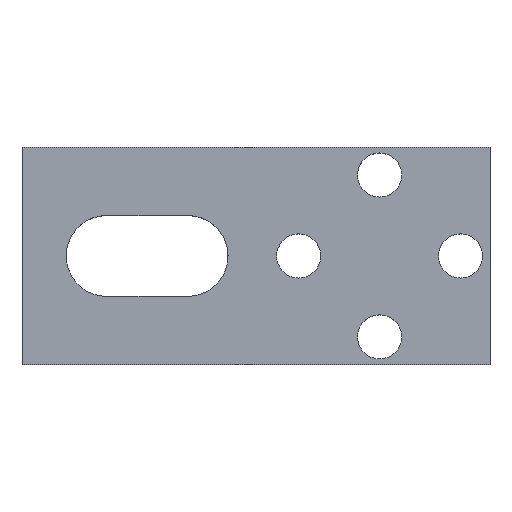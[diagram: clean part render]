
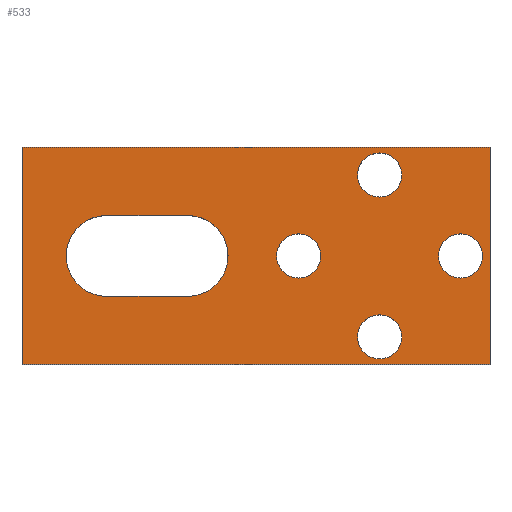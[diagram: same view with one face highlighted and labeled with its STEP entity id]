
A CAD part, top view. The second image highlights one B-rep face of the part: STEP entity #533.
In plain terms, the highlighted planar face has unit normal (0, 0, 1).
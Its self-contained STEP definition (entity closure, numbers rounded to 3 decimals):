
#2 = EDGE_CURVE ( 'NONE', #259, #338, #99, .T. ) ;
#6 = DIRECTION ( 'NONE',  ( 1., 0., 0. ) ) ;
#15 = VERTEX_POINT ( 'NONE', #382 ) ;
#18 = CARTESIAN_POINT ( 'NONE',  ( 5.75, 4.625, 3. ) ) ;
#24 = EDGE_CURVE ( 'NONE', #447, #497, #361, .T. ) ;
#32 = VERTEX_POINT ( 'NONE', #73 ) ;
#41 = VERTEX_POINT ( 'NONE', #618 ) ;
#44 = AXIS2_PLACEMENT_3D ( 'NONE', #123, #68, #594 ) ;
#50 = FACE_OUTER_BOUND ( 'NONE', #287, .T. ) ;
#57 = DIRECTION ( 'NONE',  ( 0., 0., 1. ) ) ;
#60 = CARTESIAN_POINT ( 'NONE',  ( 5.75, 10.125, 3. ) ) ;
#61 = DIRECTION ( 'NONE',  ( -1., 0., 0. ) ) ;
#63 = VECTOR ( 'NONE', #365, 1000. ) ;
#68 = DIRECTION ( 'NONE',  ( 0., 0., -1. ) ) ;
#73 = CARTESIAN_POINT ( 'NONE',  ( 20.3, 7.375, 3. ) ) ;
#74 = VERTEX_POINT ( 'NONE', #671 ) ;
#76 = EDGE_CURVE ( 'NONE', #267, #352, #493, .T. ) ;
#84 = ORIENTED_EDGE ( 'NONE', *, *, #177, .T. ) ;
#85 = VECTOR ( 'NONE', #622, 1000. ) ;
#87 = ORIENTED_EDGE ( 'NONE', *, *, #345, .F. ) ;
#91 = VECTOR ( 'NONE', #587, 1000. ) ;
#97 = DIRECTION ( 'NONE',  ( 0., 0., 1. ) ) ;
#99 = CIRCLE ( 'NONE', #607, 1.5 ) ;
#103 = VERTEX_POINT ( 'NONE', #366 ) ;
#114 = CARTESIAN_POINT ( 'NONE',  ( 5.75, 7.375, 3. ) ) ;
#115 = CARTESIAN_POINT ( 'NONE',  ( 0., 0., 3. ) ) ;
#117 = AXIS2_PLACEMENT_3D ( 'NONE', #486, #180, #542 ) ;
#120 = ORIENTED_EDGE ( 'NONE', *, *, #127, .F. ) ;
#123 = CARTESIAN_POINT ( 'NONE',  ( 0., 0., 3. ) ) ;
#127 = EDGE_CURVE ( 'NONE', #414, #447, #593, .T. ) ;
#132 = LINE ( 'NONE', #425, #405 ) ;
#133 = VERTEX_POINT ( 'NONE', #369 ) ;
#137 = VERTEX_POINT ( 'NONE', #421 ) ;
#142 = VERTEX_POINT ( 'NONE', #373 ) ;
#147 = CARTESIAN_POINT ( 'NONE',  ( 24.3, 12.875, 3. ) ) ;
#159 = DIRECTION ( 'NONE',  ( 1., 0., 0. ) ) ;
#167 = ORIENTED_EDGE ( 'NONE', *, *, #24, .F. ) ;
#170 = ORIENTED_EDGE ( 'NONE', *, *, #487, .F. ) ;
#173 = FACE_BOUND ( 'NONE', #392, .T. ) ;
#177 = EDGE_CURVE ( 'NONE', #352, #74, #488, .T. ) ;
#180 = DIRECTION ( 'NONE',  ( 0., 0., 1. ) ) ;
#182 = DIRECTION ( 'NONE',  ( 0., 0., 1. ) ) ;
#185 = CARTESIAN_POINT ( 'NONE',  ( 11.25, 7.375, 3. ) ) ;
#187 = AXIS2_PLACEMENT_3D ( 'NONE', #489, #182, #543 ) ;
#190 = VECTOR ( 'NONE', #575, 1000. ) ;
#192 = CARTESIAN_POINT ( 'NONE',  ( 29.8, 7.375, 3. ) ) ;
#194 = VERTEX_POINT ( 'NONE', #60 ) ;
#200 = DIRECTION ( 'NONE',  ( 1., 0., 0. ) ) ;
#209 = EDGE_CURVE ( 'NONE', #41, #133, #230, .T. ) ;
#211 = CARTESIAN_POINT ( 'NONE',  ( 25.8, 1.875, 3. ) ) ;
#219 = CARTESIAN_POINT ( 'NONE',  ( 0., 0., 3. ) ) ;
#226 = ORIENTED_EDGE ( 'NONE', *, *, #644, .F. ) ;
#230 = CIRCLE ( 'NONE', #484, 1.5 ) ;
#231 = AXIS2_PLACEMENT_3D ( 'NONE', #634, #319, #6 ) ;
#233 = EDGE_CURVE ( 'NONE', #32, #451, #472, .T. ) ;
#234 = DIRECTION ( 'NONE',  ( 1., 0., 0. ) ) ;
#241 = EDGE_LOOP ( 'NONE', ( #429, #87 ) ) ;
#243 = DIRECTION ( 'NONE',  ( 1., 0., 0. ) ) ;
#248 = AXIS2_PLACEMENT_3D ( 'NONE', #185, #546, #234 ) ;
#259 = VERTEX_POINT ( 'NONE', #510 ) ;
#267 = VERTEX_POINT ( 'NONE', #620 ) ;
#268 = CIRCLE ( 'NONE', #231, 1.5 ) ;
#278 = EDGE_CURVE ( 'NONE', #74, #142, #613, .T. ) ;
#287 = EDGE_LOOP ( 'NONE', ( #318, #84, #667, #627 ) ) ;
#289 = DIRECTION ( 'NONE',  ( 0., 0., 1. ) ) ;
#307 = CARTESIAN_POINT ( 'NONE',  ( 5.75, 10.125, 3. ) ) ;
#309 = FACE_BOUND ( 'NONE', #585, .T. ) ;
#318 = ORIENTED_EDGE ( 'NONE', *, *, #76, .T. ) ;
#319 = DIRECTION ( 'NONE',  ( 0., 0., 1. ) ) ;
#327 = AXIS2_PLACEMENT_3D ( 'NONE', #412, #289, #654 ) ;
#337 = DIRECTION ( 'NONE',  ( 1., 0., 0. ) ) ;
#338 = VERTEX_POINT ( 'NONE', #211 ) ;
#340 = EDGE_LOOP ( 'NONE', ( #348, #403 ) ) ;
#345 = EDGE_CURVE ( 'NONE', #338, #259, #548, .T. ) ;
#348 = ORIENTED_EDGE ( 'NONE', *, *, #631, .F. ) ;
#352 = VERTEX_POINT ( 'NONE', #115 ) ;
#353 = CIRCLE ( 'NONE', #393, 1.5 ) ;
#357 = CARTESIAN_POINT ( 'NONE',  ( 17.3, 7.375, 3. ) ) ;
#361 = LINE ( 'NONE', #18, #621 ) ;
#365 = DIRECTION ( 'NONE',  ( 0., 1., 0. ) ) ;
#366 = CARTESIAN_POINT ( 'NONE',  ( 31.3, 7.375, 3. ) ) ;
#369 = CARTESIAN_POINT ( 'NONE',  ( 25.8, 12.875, 3. ) ) ;
#370 = CIRCLE ( 'NONE', #327, 1.5 ) ;
#371 = CARTESIAN_POINT ( 'NONE',  ( 24.3, 1.875, 3. ) ) ;
#373 = CARTESIAN_POINT ( 'NONE',  ( 31.8, 14.75, 3. ) ) ;
#374 = EDGE_CURVE ( 'NONE', #137, #103, #268, .T. ) ;
#378 = CARTESIAN_POINT ( 'NONE',  ( 11.25, 4.625, 3. ) ) ;
#382 = CARTESIAN_POINT ( 'NONE',  ( 11.25, 10.125, 3. ) ) ;
#389 = EDGE_CURVE ( 'NONE', #142, #267, #132, .T. ) ;
#392 = EDGE_LOOP ( 'NONE', ( #599, #170, #398, #167, #120 ) ) ;
#393 = AXIS2_PLACEMENT_3D ( 'NONE', #192, #555, #243 ) ;
#398 = ORIENTED_EDGE ( 'NONE', *, *, #596, .F. ) ;
#399 = CIRCLE ( 'NONE', #187, 1.5 ) ;
#403 = ORIENTED_EDGE ( 'NONE', *, *, #233, .F. ) ;
#405 = VECTOR ( 'NONE', #61, 1000. ) ;
#408 = CARTESIAN_POINT ( 'NONE',  ( 18.8, 7.375, 3. ) ) ;
#412 = CARTESIAN_POINT ( 'NONE',  ( 18.8, 7.375, 3. ) ) ;
#413 = CARTESIAN_POINT ( 'NONE',  ( 0., 0., 3. ) ) ;
#414 = VERTEX_POINT ( 'NONE', #582 ) ;
#416 = CIRCLE ( 'NONE', #117, 2.75 ) ;
#421 = CARTESIAN_POINT ( 'NONE',  ( 28.3, 7.375, 3. ) ) ;
#422 = DIRECTION ( 'NONE',  ( 1., 0., 0. ) ) ;
#425 = CARTESIAN_POINT ( 'NONE',  ( 0., 14.75, 3. ) ) ;
#429 = ORIENTED_EDGE ( 'NONE', *, *, #2, .F. ) ;
#435 = FACE_BOUND ( 'NONE', #241, .T. ) ;
#445 = EDGE_LOOP ( 'NONE', ( #482, #545 ) ) ;
#447 = VERTEX_POINT ( 'NONE', #662 ) ;
#451 = VERTEX_POINT ( 'NONE', #357 ) ;
#458 = DIRECTION ( 'NONE',  ( 1., 0., 0. ) ) ;
#462 = FACE_BOUND ( 'NONE', #445, .T. ) ;
#470 = DIRECTION ( 'NONE',  ( 0., 0., 1. ) ) ;
#472 = CIRCLE ( 'NONE', #595, 1.5 ) ;
#477 = CARTESIAN_POINT ( 'NONE',  ( 24.3, 1.875, 3. ) ) ;
#478 = LINE ( 'NONE', #307, #85 ) ;
#480 = DIRECTION ( 'NONE',  ( 1., 0., 0. ) ) ;
#482 = ORIENTED_EDGE ( 'NONE', *, *, #209, .F. ) ;
#484 = AXIS2_PLACEMENT_3D ( 'NONE', #147, #507, #200 ) ;
#486 = CARTESIAN_POINT ( 'NONE',  ( 5.75, 7.375, 3. ) ) ;
#487 = EDGE_CURVE ( 'NONE', #15, #194, #478, .T. ) ;
#488 = LINE ( 'NONE', #219, #91 ) ;
#489 = CARTESIAN_POINT ( 'NONE',  ( 24.3, 12.875, 3. ) ) ;
#493 = LINE ( 'NONE', #413, #190 ) ;
#497 = VERTEX_POINT ( 'NONE', #378 ) ;
#507 = DIRECTION ( 'NONE',  ( 0., 0., 1. ) ) ;
#510 = CARTESIAN_POINT ( 'NONE',  ( 22.8, 1.875, 3. ) ) ;
#533 = ADVANCED_FACE ( 'NONE', ( #462, #309, #50, #173, #572, #435 ), #536, .F. ) ;
#535 = DIRECTION ( 'NONE',  ( 0., 0., 1. ) ) ;
#536 = PLANE ( 'NONE',  #44 ) ;
#542 = DIRECTION ( 'NONE',  ( 1., 0., 0. ) ) ;
#543 = DIRECTION ( 'NONE',  ( 1., 0., 0. ) ) ;
#545 = ORIENTED_EDGE ( 'NONE', *, *, #573, .F. ) ;
#546 = DIRECTION ( 'NONE',  ( 0., 0., 1. ) ) ;
#548 = CIRCLE ( 'NONE', #658, 1.5 ) ;
#553 = EDGE_CURVE ( 'NONE', #194, #414, #416, .T. ) ;
#555 = DIRECTION ( 'NONE',  ( 0., 0., 1. ) ) ;
#564 = ORIENTED_EDGE ( 'NONE', *, *, #374, .F. ) ;
#572 = FACE_BOUND ( 'NONE', #340, .T. ) ;
#573 = EDGE_CURVE ( 'NONE', #133, #41, #399, .T. ) ;
#575 = DIRECTION ( 'NONE',  ( 0., -1., 0. ) ) ;
#582 = CARTESIAN_POINT ( 'NONE',  ( 3., 7.375, 3. ) ) ;
#585 = EDGE_LOOP ( 'NONE', ( #564, #226 ) ) ;
#587 = DIRECTION ( 'NONE',  ( 1., 0., 0. ) ) ;
#593 = CIRCLE ( 'NONE', #643, 2.75 ) ;
#594 = DIRECTION ( 'NONE',  ( -1., 0., 0. ) ) ;
#595 = AXIS2_PLACEMENT_3D ( 'NONE', #408, #97, #458 ) ;
#596 = EDGE_CURVE ( 'NONE', #497, #15, #656, .T. ) ;
#599 = ORIENTED_EDGE ( 'NONE', *, *, #553, .F. ) ;
#607 = AXIS2_PLACEMENT_3D ( 'NONE', #477, #535, #337 ) ;
#613 = LINE ( 'NONE', #673, #63 ) ;
#618 = CARTESIAN_POINT ( 'NONE',  ( 22.8, 12.875, 3. ) ) ;
#620 = CARTESIAN_POINT ( 'NONE',  ( 0., 14.75, 3. ) ) ;
#621 = VECTOR ( 'NONE', #480, 1000. ) ;
#622 = DIRECTION ( 'NONE',  ( -1., 0., 0. ) ) ;
#627 = ORIENTED_EDGE ( 'NONE', *, *, #389, .T. ) ;
#631 = EDGE_CURVE ( 'NONE', #451, #32, #370, .T. ) ;
#634 = CARTESIAN_POINT ( 'NONE',  ( 29.8, 7.375, 3. ) ) ;
#643 = AXIS2_PLACEMENT_3D ( 'NONE', #114, #470, #159 ) ;
#644 = EDGE_CURVE ( 'NONE', #103, #137, #353, .T. ) ;
#654 = DIRECTION ( 'NONE',  ( 1., 0., 0. ) ) ;
#656 = CIRCLE ( 'NONE', #248, 2.75 ) ;
#658 = AXIS2_PLACEMENT_3D ( 'NONE', #371, #57, #422 ) ;
#662 = CARTESIAN_POINT ( 'NONE',  ( 5.75, 4.625, 3. ) ) ;
#667 = ORIENTED_EDGE ( 'NONE', *, *, #278, .T. ) ;
#671 = CARTESIAN_POINT ( 'NONE',  ( 31.8, 0., 3. ) ) ;
#673 = CARTESIAN_POINT ( 'NONE',  ( 31.8, 0., 3. ) ) ;
